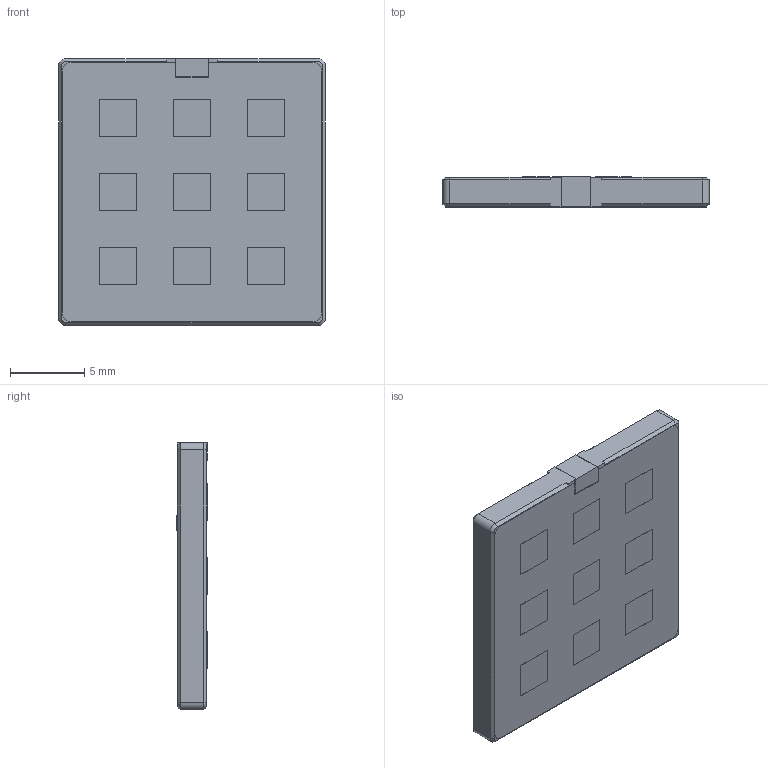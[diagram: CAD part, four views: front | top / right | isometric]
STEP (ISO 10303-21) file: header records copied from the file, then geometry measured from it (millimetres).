
FILE_DESCRIPTION (( 'STEP AP214' ), '1' );
FILE_NAME ('DSGP182B.STEP', '2024-12-03T01:35:17', ( '' ), ( '' ), 'SwSTEP 2.0', 'SolidWorks 2022', '' );
FILE_SCHEMA (( 'AUTOMOTIVE_DESIGN' ));
Length unit declared in the file: millimetre
Products named in the file (1): DSGP182B
Bounding box: 18 x 2.02 x 18 mm (x, y, z)
Volume: 646.5 mm3; surface area: 775.9 mm2
Topology: 1 solids, 1 shells, 348 faces, 918 edges, 606 vertices
Faces by surface type: plane 200, bspline 132, cylinder 8, cone 8
Entity records: 18768 total; most frequent: CARTESIAN_POINT 7379, ORIENTED_EDGE 1836, DIRECTION 1112, EDGE_CURVE 918, LINE 630, VECTOR 630, VERTEX_POINT 606, EDGE_LOOP 382
